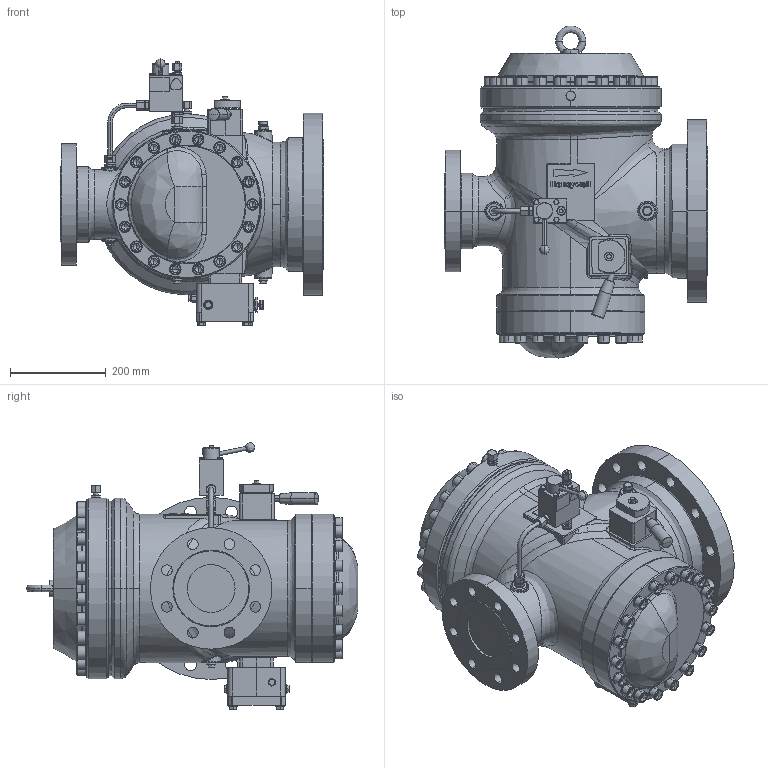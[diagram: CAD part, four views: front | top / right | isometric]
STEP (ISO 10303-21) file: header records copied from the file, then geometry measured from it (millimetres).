
FILE_DESCRIPTION (( 'STEP AP214' ), '1' );
FILE_NAME ('HON 503a_DN100-200.STEP', '2017-03-02T12:21:31', ( '' ), ( '' ), 'SwSTEP 2.0', 'SolidWorks 2015', '' );
FILE_SCHEMA (( 'AUTOMOTIVE_DESIGN' ));
Length unit declared in the file: millimetre
Products named in the file (1): HON 503a_DN100-200
Bounding box: 550 x 694 x 557.16 mm (x, y, z)
Volume: 63171276.5 mm3; surface area: 1513130.2 mm2
Topology: 1 solids, 1 shells, 2433 faces, 5801 edges, 3486 vertices
Faces by surface type: plane 1145, cone 530, cylinder 459, bspline 293, torus 6
Entity records: 127633 total; most frequent: CARTESIAN_POINT 49027, ORIENTED_EDGE 11414, DIRECTION 10539, EDGE_CURVE 5707, AXIS2_PLACEMENT_3D 3915, VERTEX_POINT 3486, LINE 2709, VECTOR 2709
